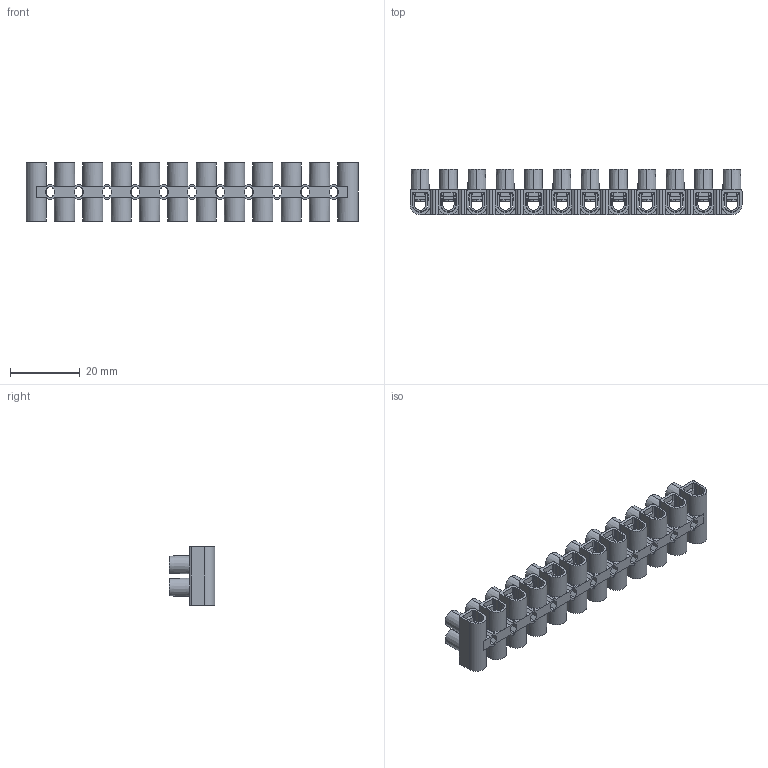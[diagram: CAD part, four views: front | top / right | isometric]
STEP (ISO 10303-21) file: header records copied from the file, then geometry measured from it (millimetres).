
FILE_DESCRIPTION (( 'STEP AP214' ), '1' );
FILE_NAME ('2056089.stp', '2018-03-14T14:05:08', ( '' ), ( '' ), 'SwSTEP 2.0', 'SolidWorks 2016', '' );
FILE_SCHEMA (( 'AUTOMOTIVE_DESIGN' ));
Length unit declared in the file: millimetre
Products named in the file (6): 0084560_Standard; 0085447_Standard; 0084559_Standard; 0084561_Standard; 0084558_Standard; 2056089
Assembly tree (39 placements, depth 3):
  2056089
    0084558_Standard
    0085447_Standard  x12
      0084561_Standard
      0084559_Standard
    0084560_Standard  x24
Bounding box: 94.9 x 13 x 16.6 mm (x, y, z)
Volume: 6809.3 mm3; surface area: 19976.5 mm2
Topology: 49 solids, 49 shells, 2354 faces, 6160 edges, 3940 vertices
Faces by surface type: plane 1442, cylinder 720, cone 192
Entity records: 36710 total; most frequent: CARTESIAN_POINT 7248, ORIENTED_EDGE 6200, DIRECTION 6088, EDGE_CURVE 3100, AXIS2_PLACEMENT_3D 2040, VECTOR 2008, LINE 2008, VERTEX_POINT 1988
